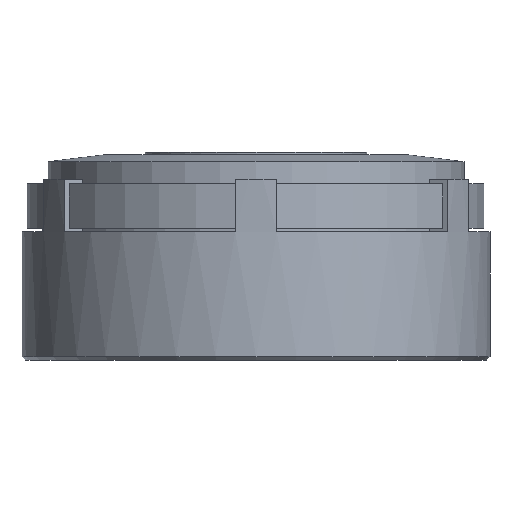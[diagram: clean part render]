
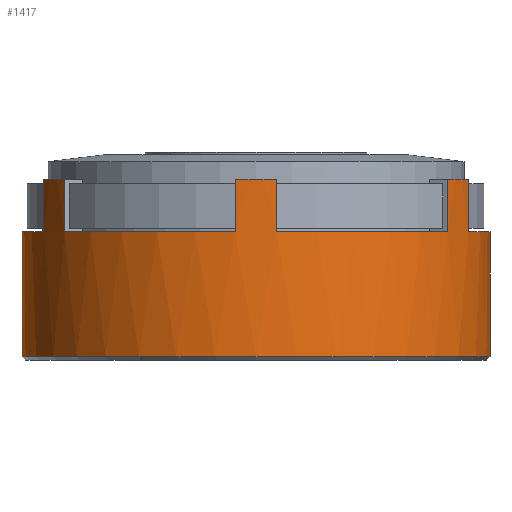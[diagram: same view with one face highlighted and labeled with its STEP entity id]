
A CAD part, front view. The second image highlights one B-rep face of the part: STEP entity #1417.
In plain terms, the highlighted cylindrical face has radius 67.5 mm (diameter 135 mm), a partial arc.
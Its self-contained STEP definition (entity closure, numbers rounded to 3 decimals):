
#674 = CARTESIAN_POINT ( 'NONE',  ( -55.225, -38.813, 52.2 ) ) ;
#932 = LINE ( 'NONE', #935, #934 ) ;
#934 = VECTOR ( 'NONE', #952, 1000. ) ;
#935 = CARTESIAN_POINT ( 'NONE',  ( -61.225, -28.42, 37. ) ) ;
#952 = DIRECTION ( 'NONE',  ( 0., 0., 1. ) ) ;
#992 = DIRECTION ( 'NONE',  ( 0., 0., -1. ) ) ;
#993 = VECTOR ( 'NONE', #992, 1000. ) ;
#994 = CARTESIAN_POINT ( 'NONE',  ( -67.5, 0., 52.2 ) ) ;
#995 = LINE ( 'NONE', #994, #993 ) ;
#1042 = CARTESIAN_POINT ( 'NONE',  ( -67.5, 0., 37. ) ) ;
#1084 = CARTESIAN_POINT ( 'NONE',  ( -61.225, -28.42, 52.2 ) ) ;
#1211 = VERTEX_POINT ( 'NONE', #2540 ) ;
#1281 = EDGE_CURVE ( 'NONE', #2411, #1310, #2758, .T. ) ;
#1295 = VERTEX_POINT ( 'NONE', #2785 ) ;
#1310 = VERTEX_POINT ( 'NONE', #2791 ) ;
#1318 = EDGE_CURVE ( 'NONE', #1327, #1211, #2819, .T. ) ;
#1319 = VERTEX_POINT ( 'NONE', #2813 ) ;
#1323 = EDGE_CURVE ( 'NONE', #1319, #1986, #2830, .T. ) ;
#1327 = VERTEX_POINT ( 'NONE', #2844 ) ;
#1332 = EDGE_CURVE ( 'NONE', #1295, #1336, #2849, .T. ) ;
#1336 = VERTEX_POINT ( 'NONE', #2840 ) ;
#1344 = EDGE_CURVE ( 'NONE', #2152, #2191, #2862, .T. ) ;
#1358 = EDGE_CURVE ( 'NONE', #2064, #2111, #2902, .T. ) ;
#1375 = EDGE_CURVE ( 'NONE', #2635, #1865, #2923, .T. ) ;
#1406 = EDGE_LOOP ( 'NONE', ( #1424, #1416, #1409, #1415, #1407, #1408, #1413, #1414, #1428, #1456, #1449, #1464, #1459, #1450, #1463, #1446 ) ) ;
#1407 = ORIENTED_EDGE ( 'NONE', *, *, #2100, .F. ) ;
#1408 = ORIENTED_EDGE ( 'NONE', *, *, #1318, .F. ) ;
#1409 = ORIENTED_EDGE ( 'NONE', *, *, #2201, .T. ) ;
#1413 = ORIENTED_EDGE ( 'NONE', *, *, #2148, .T. ) ;
#1414 = ORIENTED_EDGE ( 'NONE', *, *, #1358, .F. ) ;
#1415 = ORIENTED_EDGE ( 'NONE', *, *, #1344, .F. ) ;
#1416 = ORIENTED_EDGE ( 'NONE', *, *, #1420, .F. ) ;
#1417 = ADVANCED_FACE ( 'NONE', ( #2959 ), #2954, .T. ) ;
#1420 = EDGE_CURVE ( 'NONE', #2245, #1319, #2974, .T. ) ;
#1424 = ORIENTED_EDGE ( 'NONE', *, *, #1323, .F. ) ;
#1428 = ORIENTED_EDGE ( 'NONE', *, *, #2003, .F. ) ;
#1429 = EDGE_CURVE ( 'NONE', #1984, #1986, #2975, .T. ) ;
#1446 = ORIENTED_EDGE ( 'NONE', *, *, #1429, .T. ) ;
#1449 = ORIENTED_EDGE ( 'NONE', *, *, #1942, .T. ) ;
#1450 = ORIENTED_EDGE ( 'NONE', *, *, #1281, .F. ) ;
#1456 = ORIENTED_EDGE ( 'NONE', *, *, #1332, .F. ) ;
#1459 = ORIENTED_EDGE ( 'NONE', *, *, #2611, .F. ) ;
#1463 = ORIENTED_EDGE ( 'NONE', *, *, #2375, .T. ) ;
#1464 = ORIENTED_EDGE ( 'NONE', *, *, #1375, .F. ) ;
#1865 = VERTEX_POINT ( 'NONE', #674 ) ;
#1942 = EDGE_CURVE ( 'NONE', #1295, #1865, #3202, .T. ) ;
#1984 = VERTEX_POINT ( 'NONE', #3230 ) ;
#1986 = VERTEX_POINT ( 'NONE', #3244 ) ;
#2003 = EDGE_CURVE ( 'NONE', #1336, #2064, #3295, .T. ) ;
#2064 = VERTEX_POINT ( 'NONE', #3377 ) ;
#2100 = EDGE_CURVE ( 'NONE', #1211, #2152, #3433, .T. ) ;
#2111 = VERTEX_POINT ( 'NONE', #3453 ) ;
#2148 = EDGE_CURVE ( 'NONE', #1327, #2111, #3508, .T. ) ;
#2152 = VERTEX_POINT ( 'NONE', #3501 ) ;
#2191 = VERTEX_POINT ( 'NONE', #3561 ) ;
#2201 = EDGE_CURVE ( 'NONE', #2245, #2191, #3577, .T. ) ;
#2245 = VERTEX_POINT ( 'NONE', #3645 ) ;
#2375 = EDGE_CURVE ( 'NONE', #2411, #1984, #995, .T. ) ;
#2411 = VERTEX_POINT ( 'NONE', #1042 ) ;
#2540 = CARTESIAN_POINT ( 'NONE',  ( 55.225, -38.813, 37. ) ) ;
#2611 = EDGE_CURVE ( 'NONE', #1310, #2635, #932, .T. ) ;
#2635 = VERTEX_POINT ( 'NONE', #1084 ) ;
#2743 = DIRECTION ( 'NONE',  ( -0.5, 0.866, 0. ) ) ;
#2752 = DIRECTION ( 'NONE',  ( 0., 0., 1. ) ) ;
#2757 = CARTESIAN_POINT ( 'NONE',  ( 0., 0., 37. ) ) ;
#2758 = CIRCLE ( 'NONE', #2768, 67.5 ) ;
#2768 = AXIS2_PLACEMENT_3D ( 'NONE', #2757, #2752, #2743 ) ;
#2785 = CARTESIAN_POINT ( 'NONE',  ( -55.225, -38.813, 37. ) ) ;
#2791 = CARTESIAN_POINT ( 'NONE',  ( -61.225, -28.42, 37. ) ) ;
#2813 = CARTESIAN_POINT ( 'NONE',  ( 67.5, 0., 37. ) ) ;
#2814 = DIRECTION ( 'NONE',  ( 0., 0., 1. ) ) ;
#2816 = AXIS2_PLACEMENT_3D ( 'NONE', #2823, #2814, #2817 ) ;
#2817 = DIRECTION ( 'NONE',  ( -0.5, -0.866, 0. ) ) ;
#2819 = CIRCLE ( 'NONE', #2816, 67.5 ) ;
#2821 = DIRECTION ( 'NONE',  ( 0., 0., -1. ) ) ;
#2823 = CARTESIAN_POINT ( 'NONE',  ( 0., 0., 37. ) ) ;
#2828 = VECTOR ( 'NONE', #2821, 1000. ) ;
#2829 = CARTESIAN_POINT ( 'NONE',  ( 67.5, 0., 52.2 ) ) ;
#2830 = LINE ( 'NONE', #2829, #2828 ) ;
#2840 = CARTESIAN_POINT ( 'NONE',  ( -6., -67.233, 37. ) ) ;
#2844 = CARTESIAN_POINT ( 'NONE',  ( 6., -67.233, 37. ) ) ;
#2845 = DIRECTION ( 'NONE',  ( -1., 0., 0. ) ) ;
#2846 = DIRECTION ( 'NONE',  ( 0., 0., 1. ) ) ;
#2847 = AXIS2_PLACEMENT_3D ( 'NONE', #2851, #2846, #2845 ) ;
#2849 = CIRCLE ( 'NONE', #2847, 67.5 ) ;
#2851 = CARTESIAN_POINT ( 'NONE',  ( 0., 0., 37. ) ) ;
#2855 = DIRECTION ( 'NONE',  ( 1., 0., 0. ) ) ;
#2856 = CARTESIAN_POINT ( 'NONE',  ( 0., 0., 52.2 ) ) ;
#2857 = DIRECTION ( 'NONE',  ( 0., 0., 1. ) ) ;
#2858 = AXIS2_PLACEMENT_3D ( 'NONE', #2856, #2857, #2855 ) ;
#2862 = CIRCLE ( 'NONE', #2858, 67.5 ) ;
#2878 = DIRECTION ( 'NONE',  ( 1., 0., 0. ) ) ;
#2879 = CARTESIAN_POINT ( 'NONE',  ( 0., 0., 52.2 ) ) ;
#2901 = AXIS2_PLACEMENT_3D ( 'NONE', #2879, #2907, #2878 ) ;
#2902 = CIRCLE ( 'NONE', #2901, 67.5 ) ;
#2907 = DIRECTION ( 'NONE',  ( 0., 0., 1. ) ) ;
#2909 = DIRECTION ( 'NONE',  ( 0., 0., 1. ) ) ;
#2912 = CARTESIAN_POINT ( 'NONE',  ( 0., 0., 52.2 ) ) ;
#2922 = DIRECTION ( 'NONE',  ( 1., 0., 0. ) ) ;
#2923 = CIRCLE ( 'NONE', #2929, 67.5 ) ;
#2929 = AXIS2_PLACEMENT_3D ( 'NONE', #2912, #2909, #2922 ) ;
#2948 = DIRECTION ( 'NONE',  ( -1., 0., 0. ) ) ;
#2949 = DIRECTION ( 'NONE',  ( 0., 0., -1. ) ) ;
#2950 = CARTESIAN_POINT ( 'NONE',  ( 0., 0., 52.2 ) ) ;
#2951 = AXIS2_PLACEMENT_3D ( 'NONE', #2950, #2949, #2948 ) ;
#2954 = CYLINDRICAL_SURFACE ( 'NONE', #2951, 67.5 ) ;
#2959 = FACE_OUTER_BOUND ( 'NONE', #1406, .T. ) ;
#2964 = DIRECTION ( 'NONE',  ( 0., 0., 1. ) ) ;
#2965 = CARTESIAN_POINT ( 'NONE',  ( 0., 0., 1. ) ) ;
#2966 = AXIS2_PLACEMENT_3D ( 'NONE', #2965, #2964, #2972 ) ;
#2968 = AXIS2_PLACEMENT_3D ( 'NONE', #2979, #2980, #2978 ) ;
#2972 = DIRECTION ( 'NONE',  ( 1., 0., 0. ) ) ;
#2974 = CIRCLE ( 'NONE', #2968, 67.5 ) ;
#2975 = CIRCLE ( 'NONE', #2966, 67.5 ) ;
#2978 = DIRECTION ( 'NONE',  ( 0.5, -0.866, 0. ) ) ;
#2979 = CARTESIAN_POINT ( 'NONE',  ( 0., 0., 37. ) ) ;
#2980 = DIRECTION ( 'NONE',  ( 0., 0., 1. ) ) ;
#3192 = DIRECTION ( 'NONE',  ( 0., 0., 1. ) ) ;
#3199 = VECTOR ( 'NONE', #3192, 1000. ) ;
#3200 = CARTESIAN_POINT ( 'NONE',  ( -55.225, -38.813, 37. ) ) ;
#3202 = LINE ( 'NONE', #3200, #3199 ) ;
#3230 = CARTESIAN_POINT ( 'NONE',  ( -67.5, 0., 1. ) ) ;
#3244 = CARTESIAN_POINT ( 'NONE',  ( 67.5, 0., 1. ) ) ;
#3282 = DIRECTION ( 'NONE',  ( 0., 0., 1. ) ) ;
#3283 = VECTOR ( 'NONE', #3282, 1000. ) ;
#3284 = CARTESIAN_POINT ( 'NONE',  ( -6., -67.233, 37. ) ) ;
#3295 = LINE ( 'NONE', #3284, #3283 ) ;
#3377 = CARTESIAN_POINT ( 'NONE',  ( -6., -67.233, 52.2 ) ) ;
#3432 = VECTOR ( 'NONE', #3434, 1000. ) ;
#3433 = LINE ( 'NONE', #3442, #3432 ) ;
#3434 = DIRECTION ( 'NONE',  ( 0., 0., 1. ) ) ;
#3442 = CARTESIAN_POINT ( 'NONE',  ( 55.225, -38.813, 37. ) ) ;
#3453 = CARTESIAN_POINT ( 'NONE',  ( 6., -67.233, 52.2 ) ) ;
#3499 = CARTESIAN_POINT ( 'NONE',  ( 6., -67.233, 37. ) ) ;
#3501 = CARTESIAN_POINT ( 'NONE',  ( 55.225, -38.813, 52.2 ) ) ;
#3508 = LINE ( 'NONE', #3499, #3522 ) ;
#3521 = DIRECTION ( 'NONE',  ( 0., 0., 1. ) ) ;
#3522 = VECTOR ( 'NONE', #3521, 1000. ) ;
#3561 = CARTESIAN_POINT ( 'NONE',  ( 61.225, -28.42, 52.2 ) ) ;
#3574 = DIRECTION ( 'NONE',  ( 0., 0., 1. ) ) ;
#3575 = VECTOR ( 'NONE', #3574, 1000. ) ;
#3576 = CARTESIAN_POINT ( 'NONE',  ( 61.225, -28.42, 37. ) ) ;
#3577 = LINE ( 'NONE', #3576, #3575 ) ;
#3645 = CARTESIAN_POINT ( 'NONE',  ( 61.225, -28.42, 37. ) ) ;
